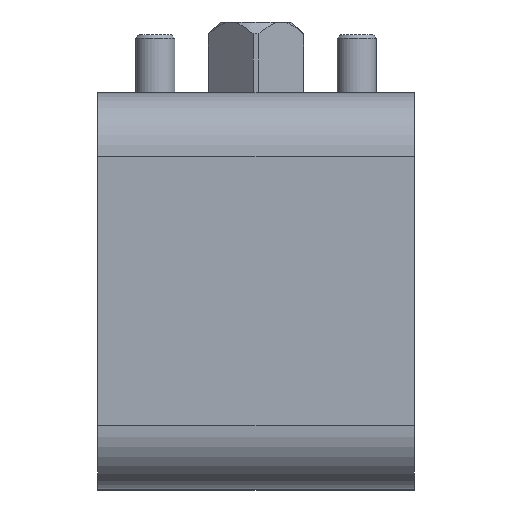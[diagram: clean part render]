
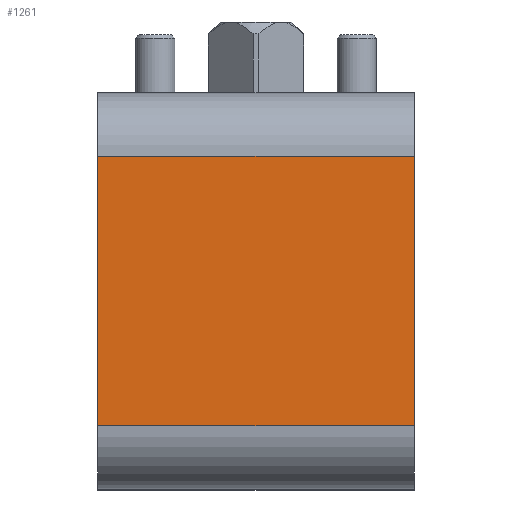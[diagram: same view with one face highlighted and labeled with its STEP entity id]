
A CAD part, top view. The second image highlights one B-rep face of the part: STEP entity #1261.
In plain terms, the highlighted planar face has unit normal (0, 0, 1).
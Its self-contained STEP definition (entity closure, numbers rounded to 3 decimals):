
#209=ORIENTED_EDGE('',*,*,#545,.T.);
#210=ORIENTED_EDGE('',*,*,#546,.F.);
#211=ORIENTED_EDGE('',*,*,#547,.F.);
#212=ORIENTED_EDGE('',*,*,#548,.T.);
#545=EDGE_CURVE('',#713,#714,#833,.T.);
#546=EDGE_CURVE('',#715,#714,#834,.T.);
#547=EDGE_CURVE('',#716,#715,#835,.T.);
#548=EDGE_CURVE('',#716,#713,#836,.T.);
#713=VERTEX_POINT('',#1961);
#714=VERTEX_POINT('',#1962);
#715=VERTEX_POINT('',#1964);
#716=VERTEX_POINT('',#1966);
#833=LINE('',#1960,#905);
#834=LINE('',#1963,#906);
#835=LINE('',#1965,#907);
#836=LINE('',#1967,#908);
#905=VECTOR('',#1558,1000.);
#906=VECTOR('',#1559,1000.);
#907=VECTOR('',#1560,1000.);
#908=VECTOR('',#1561,1000.);
#977=EDGE_LOOP('',(#209,#210,#211,#212));
#1103=FACE_BOUND('',#977,.T.);
#1229=PLANE('',#1389);
#1261=ADVANCED_FACE('',(#1103),#1229,.F.);
#1389=AXIS2_PLACEMENT_3D('',#1959,#1556,#1557);
#1556=DIRECTION('',(0.,0.,-1.));
#1557=DIRECTION('',(-1.,0.,0.));
#1558=DIRECTION('',(0.,-1.,0.));
#1559=DIRECTION('',(-1.,0.,0.));
#1560=DIRECTION('',(0.,-1.,0.));
#1561=DIRECTION('',(-1.,0.,0.));
#1959=CARTESIAN_POINT('',(20.,42.,40.));
#1960=CARTESIAN_POINT('',(-20.,42.,40.));
#1961=CARTESIAN_POINT('',(-20.,42.,40.));
#1962=CARTESIAN_POINT('',(-20.,8.,40.));
#1963=CARTESIAN_POINT('',(20.,8.,40.));
#1964=CARTESIAN_POINT('',(20.,8.,40.));
#1965=CARTESIAN_POINT('',(20.,42.,40.));
#1966=CARTESIAN_POINT('',(20.,42.,40.));
#1967=CARTESIAN_POINT('',(20.,42.,40.));
